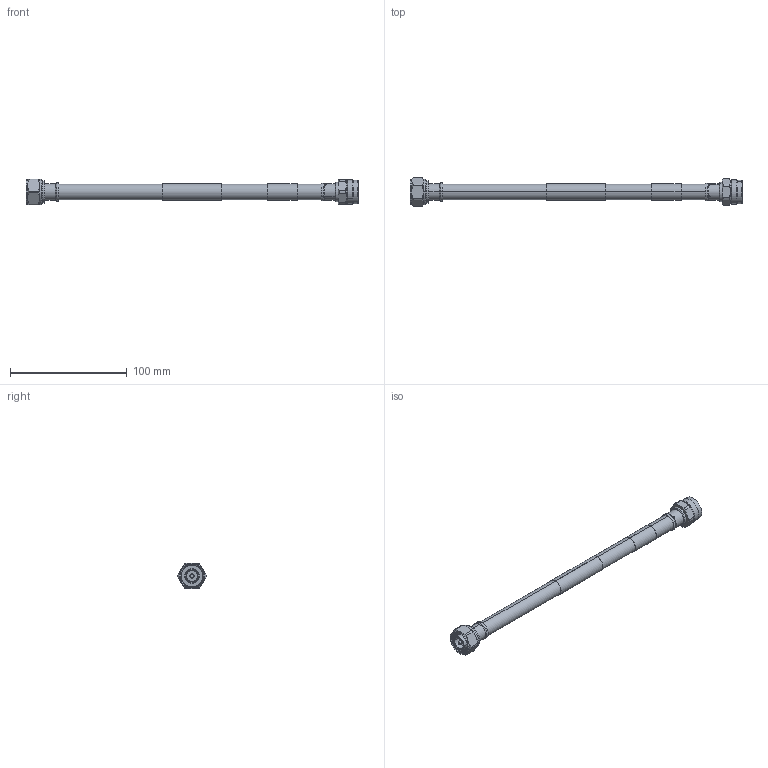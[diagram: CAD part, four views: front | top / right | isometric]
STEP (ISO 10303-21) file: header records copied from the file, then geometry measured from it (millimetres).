
FILE_DESCRIPTION (( 'STEP AP214' ), '1' );
FILE_NAME ('FMC00776-0002_3D.step', '2023-03-06T20:18:58', ( '' ), ( '' ), 'SwSTEP 2.0', 'SolidWorks 2022', '' );
FILE_SCHEMA (( 'AUTOMOTIVE_DESIGN' ));
Length unit declared in the file: inch
Products named in the file (4): FMC00776-0002_3D; TC-500-NM-LP^FMC00776-0002; SPO-500 Ø.530 jacket^FMC00776-0002; TC-500-4310M-LP^FMC00776-0002
Assembly tree (3 placements, depth 2):
  FMC00776-0002_3D
    SPO-500 Ø.530 jacket^FMC00776-0002
    TC-500-4310M-LP^FMC00776-0002
    TC-500-NM-LP^FMC00776-0002
Bounding box: 284.52 x 24.49 x 22 mm (x, y, z)
Volume: 43414.7 mm3; surface area: 26191.3 mm2
Topology: 8 solids, 8 shells, 231 faces, 546 edges, 347 vertices
Faces by surface type: cylinder 105, plane 62, cone 56, bspline 8
Entity records: 9381 total; most frequent: CARTESIAN_POINT 3834, DIRECTION 1108, ORIENTED_EDGE 1092, EDGE_CURVE 546, AXIS2_PLACEMENT_3D 454, VERTEX_POINT 347, EDGE_LOOP 255, ADVANCED_FACE 231
